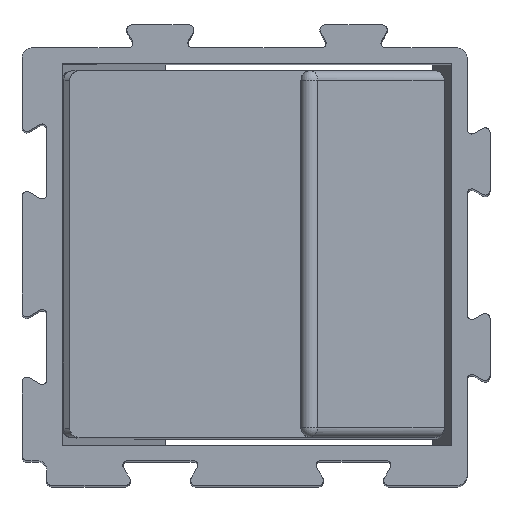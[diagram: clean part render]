
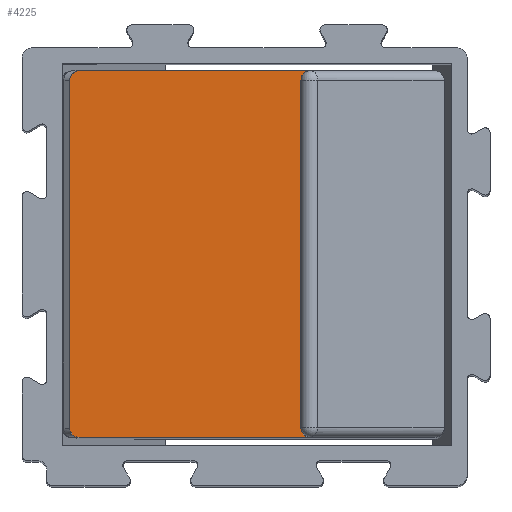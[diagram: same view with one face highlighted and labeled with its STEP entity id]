
A CAD part, top view. The second image highlights one B-rep face of the part: STEP entity #4225.
In plain terms, the highlighted planar face has unit normal (0, 0, 1).
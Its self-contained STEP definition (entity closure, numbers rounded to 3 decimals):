
#299=CIRCLE('',#4577,0.5);
#304=CIRCLE('',#4608,1.);
#305=CIRCLE('',#4610,0.5);
#306=CIRCLE('',#4613,1.);
#309=CIRCLE('',#4628,1.);
#310=CIRCLE('',#4632,1.);
#311=CIRCLE('',#4633,1.);
#312=CIRCLE('',#4634,1.);
#536=FACE_OUTER_BOUND('',#793,.T.);
#793=EDGE_LOOP('',(#3689,#3690,#3691,#3692,#3693,#3694,#3695,#3696,#3697,
#3698,#3699,#3700,#3701,#3702,#3703,#3704));
#1171=LINE('',#6855,#1608);
#1208=LINE('',#7134,#1645);
#1213=LINE('',#7147,#1650);
#1216=LINE('',#7156,#1653);
#1220=LINE('',#7163,#1657);
#1227=LINE('',#7235,#1664);
#1228=LINE('',#7238,#1665);
#1229=LINE('',#7242,#1666);
#1608=VECTOR('',#5609,10.);
#1645=VECTOR('',#5724,10.);
#1650=VECTOR('',#5739,10.);
#1653=VECTOR('',#5748,10.);
#1657=VECTOR('',#5752,10.);
#1664=VECTOR('',#5793,10.);
#1665=VECTOR('',#5796,10.);
#1666=VECTOR('',#5799,10.);
#1971=VERTEX_POINT('',#6852);
#1972=VERTEX_POINT('',#6854);
#1983=VERTEX_POINT('',#6922);
#1984=VERTEX_POINT('',#6924);
#2018=VERTEX_POINT('',#7133);
#2019=VERTEX_POINT('',#7137);
#2020=VERTEX_POINT('',#7141);
#2021=VERTEX_POINT('',#7143);
#2022=VERTEX_POINT('',#7149);
#2023=VERTEX_POINT('',#7151);
#2024=VERTEX_POINT('',#7155);
#2027=VERTEX_POINT('',#7161);
#2035=VERTEX_POINT('',#7228);
#2036=VERTEX_POINT('',#7237);
#2037=VERTEX_POINT('',#7239);
#2038=VERTEX_POINT('',#7241);
#2506=EDGE_CURVE('',#1971,#1972,#1171,.T.);
#2521=EDGE_CURVE('',#1984,#1983,#299,.T.);
#2570=EDGE_CURVE('',#1984,#2018,#1208,.F.);
#2572=EDGE_CURVE('',#2018,#2019,#304,.F.);
#2575=EDGE_CURVE('',#2021,#2020,#305,.T.);
#2577=EDGE_CURVE('',#1983,#2021,#1213,.T.);
#2579=EDGE_CURVE('',#2022,#2023,#306,.F.);
#2581=EDGE_CURVE('',#2019,#2024,#1216,.T.);
#2585=EDGE_CURVE('',#2022,#2027,#1220,.T.);
#2599=EDGE_CURVE('',#2035,#1971,#309,.T.);
#2602=EDGE_CURVE('',#2023,#2020,#1227,.F.);
#2603=EDGE_CURVE('',#1972,#2027,#310,.F.);
#2604=EDGE_CURVE('',#2036,#2035,#1228,.T.);
#2605=EDGE_CURVE('',#2037,#2036,#311,.T.);
#2606=EDGE_CURVE('',#2038,#2037,#1229,.T.);
#2607=EDGE_CURVE('',#2024,#2038,#312,.F.);
#3689=ORIENTED_EDGE('',*,*,#2521,.T.);
#3690=ORIENTED_EDGE('',*,*,#2577,.T.);
#3691=ORIENTED_EDGE('',*,*,#2575,.T.);
#3692=ORIENTED_EDGE('',*,*,#2602,.F.);
#3693=ORIENTED_EDGE('',*,*,#2579,.F.);
#3694=ORIENTED_EDGE('',*,*,#2585,.T.);
#3695=ORIENTED_EDGE('',*,*,#2603,.F.);
#3696=ORIENTED_EDGE('',*,*,#2506,.F.);
#3697=ORIENTED_EDGE('',*,*,#2599,.F.);
#3698=ORIENTED_EDGE('',*,*,#2604,.F.);
#3699=ORIENTED_EDGE('',*,*,#2605,.F.);
#3700=ORIENTED_EDGE('',*,*,#2606,.F.);
#3701=ORIENTED_EDGE('',*,*,#2607,.F.);
#3702=ORIENTED_EDGE('',*,*,#2581,.F.);
#3703=ORIENTED_EDGE('',*,*,#2572,.F.);
#3704=ORIENTED_EDGE('',*,*,#2570,.F.);
#3994=PLANE('',#4631);
#4225=ADVANCED_FACE('',(#536),#3994,.T.);
#4577=AXIS2_PLACEMENT_3D('',#6925,#5636,#5637);
#4608=AXIS2_PLACEMENT_3D('',#7138,#5728,#5729);
#4610=AXIS2_PLACEMENT_3D('',#7144,#5734,#5735);
#4613=AXIS2_PLACEMENT_3D('',#7152,#5743,#5744);
#4628=AXIS2_PLACEMENT_3D('',#7230,#5784,#5785);
#4631=AXIS2_PLACEMENT_3D('',#7234,#5791,#5792);
#4632=AXIS2_PLACEMENT_3D('',#7236,#5794,#5795);
#4633=AXIS2_PLACEMENT_3D('',#7240,#5797,#5798);
#4634=AXIS2_PLACEMENT_3D('',#7243,#5800,#5801);
#5609=DIRECTION('',(1.,0.,0.));
#5636=DIRECTION('center_axis',(0.,0.,1.));
#5637=DIRECTION('ref_axis',(0.707,-0.707,0.));
#5724=DIRECTION('',(1.,0.,0.));
#5728=DIRECTION('center_axis',(0.,0.,-1.));
#5729=DIRECTION('ref_axis',(-0.707,0.707,0.));
#5734=DIRECTION('center_axis',(0.,0.,1.));
#5735=DIRECTION('ref_axis',(0.707,0.707,0.));
#5739=DIRECTION('',(0.,1.,0.));
#5743=DIRECTION('center_axis',(0.,0.,-1.));
#5744=DIRECTION('ref_axis',(-0.707,-0.707,0.));
#5748=DIRECTION('',(0.,-1.,0.));
#5752=DIRECTION('',(0.,1.,0.));
#5784=DIRECTION('center_axis',(0.,0.,-1.));
#5785=DIRECTION('ref_axis',(-0.707,0.707,0.));
#5791=DIRECTION('center_axis',(0.,0.,1.));
#5792=DIRECTION('ref_axis',(-1.,0.,0.));
#5793=DIRECTION('',(-1.,0.,0.));
#5794=DIRECTION('center_axis',(0.,0.,-1.));
#5795=DIRECTION('ref_axis',(-0.707,0.707,0.));
#5796=DIRECTION('',(0.,1.,0.));
#5797=DIRECTION('center_axis',(0.,0.,-1.));
#5798=DIRECTION('ref_axis',(-0.707,-0.707,0.));
#5799=DIRECTION('',(-1.,0.,0.));
#5800=DIRECTION('center_axis',(0.,0.,-1.));
#5801=DIRECTION('ref_axis',(-0.707,-0.707,0.));
#6852=CARTESIAN_POINT('',(3.4,19.2,102.4));
#6854=CARTESIAN_POINT('',(27.6,19.2,102.4));
#6855=CARTESIAN_POINT('',(12.,19.2,102.4));
#6922=CARTESIAN_POINT('',(39.2,-16.3,102.4));
#6924=CARTESIAN_POINT('',(38.7,-16.8,102.4));
#6925=CARTESIAN_POINT('Origin',(38.7,-16.3,102.4));
#7133=CARTESIAN_POINT('',(27.6,-16.8,102.4));
#7134=CARTESIAN_POINT('',(30.4,-16.8,102.4));
#7137=CARTESIAN_POINT('',(26.6,-17.8,102.4));
#7138=CARTESIAN_POINT('Origin',(27.6,-17.8,102.4));
#7141=CARTESIAN_POINT('',(38.7,16.8,102.4));
#7143=CARTESIAN_POINT('',(39.2,16.3,102.4));
#7144=CARTESIAN_POINT('Origin',(38.7,16.3,102.4));
#7147=CARTESIAN_POINT('',(39.2,0.,102.4));
#7149=CARTESIAN_POINT('',(26.6,17.8,102.4));
#7151=CARTESIAN_POINT('',(27.6,16.8,102.4));
#7152=CARTESIAN_POINT('Origin',(27.6,17.8,102.4));
#7155=CARTESIAN_POINT('',(26.6,-18.2,102.4));
#7156=CARTESIAN_POINT('',(26.6,-16.8,102.4));
#7161=CARTESIAN_POINT('',(26.6,18.2,102.4));
#7163=CARTESIAN_POINT('',(26.6,16.8,102.4));
#7228=CARTESIAN_POINT('',(2.4,18.2,102.4));
#7230=CARTESIAN_POINT('Origin',(3.4,18.2,102.4));
#7234=CARTESIAN_POINT('Origin',(39.2,0.,102.4));
#7235=CARTESIAN_POINT('',(12.,16.8,102.4));
#7236=CARTESIAN_POINT('Origin',(27.6,18.2,102.4));
#7237=CARTESIAN_POINT('',(2.4,-18.2,102.4));
#7238=CARTESIAN_POINT('',(2.4,0.,102.4));
#7239=CARTESIAN_POINT('',(3.4,-19.2,102.4));
#7240=CARTESIAN_POINT('Origin',(3.4,-18.2,102.4));
#7241=CARTESIAN_POINT('',(27.6,-19.2,102.4));
#7242=CARTESIAN_POINT('',(24.1,-19.2,102.4));
#7243=CARTESIAN_POINT('Origin',(27.6,-18.2,102.4));
